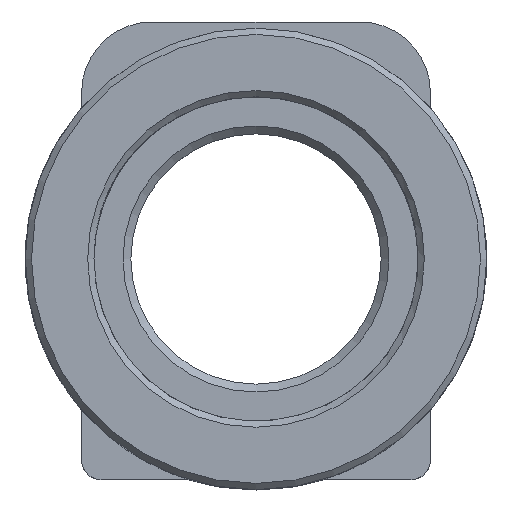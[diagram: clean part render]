
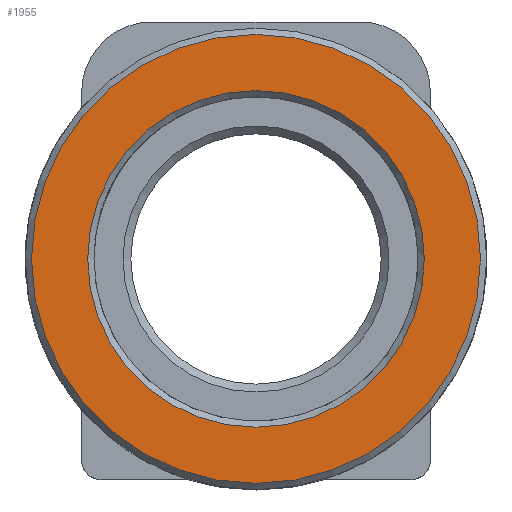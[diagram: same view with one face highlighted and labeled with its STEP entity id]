
A CAD part, top view. The second image highlights one B-rep face of the part: STEP entity #1955.
In plain terms, the highlighted planar face has unit normal (0, 0, 1).
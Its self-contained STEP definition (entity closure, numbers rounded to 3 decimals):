
#41=FACE_BOUND('',#292,.T.);
#77=PLANE('',#2120);
#163=FACE_OUTER_BOUND('',#291,.T.);
#291=EDGE_LOOP('',(#1542));
#292=EDGE_LOOP('',(#1543));
#406=CIRCLE('',#2118,21.518);
#407=CIRCLE('',#2121,28.7);
#888=VERTEX_POINT('',#5509);
#889=VERTEX_POINT('',#5603);
#1126=EDGE_CURVE('',#888,#888,#406,.T.);
#1129=EDGE_CURVE('',#889,#889,#407,.T.);
#1542=ORIENTED_EDGE('',*,*,#1129,.F.);
#1543=ORIENTED_EDGE('',*,*,#1126,.F.);
#1955=ADVANCED_FACE('',(#163,#41),#77,.T.);
#2118=AXIS2_PLACEMENT_3D('',#5511,#2496,#2497);
#2120=AXIS2_PLACEMENT_3D('',#5602,#2500,#2501);
#2121=AXIS2_PLACEMENT_3D('',#5604,#2502,#2503);
#2496=DIRECTION('center_axis',(0.,0.,1.));
#2497=DIRECTION('ref_axis',(1.,0.,0.));
#2500=DIRECTION('center_axis',(0.,0.,1.));
#2501=DIRECTION('ref_axis',(1.,0.,0.));
#2502=DIRECTION('center_axis',(0.,0.,-1.));
#2503=DIRECTION('ref_axis',(-1.,0.,0.));
#5509=CARTESIAN_POINT('',(-21.518,0.,29.16));
#5511=CARTESIAN_POINT('Origin',(0.,0.,29.16));
#5602=CARTESIAN_POINT('Origin',(0.,0.,29.16));
#5603=CARTESIAN_POINT('',(28.7,0.,29.16));
#5604=CARTESIAN_POINT('Origin',(0.,0.,29.16));
